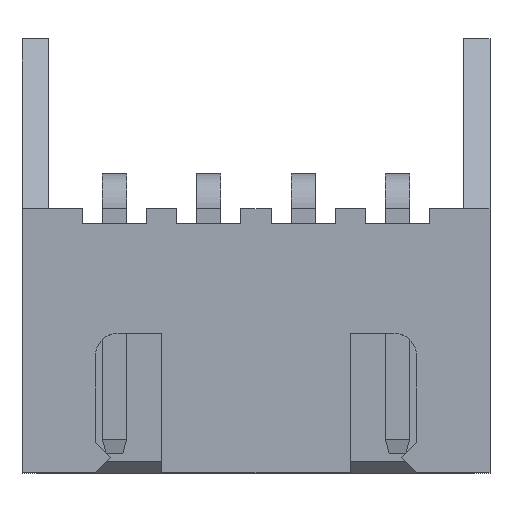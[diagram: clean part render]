
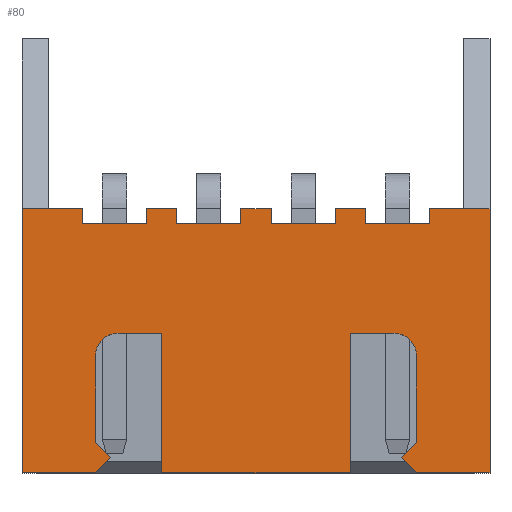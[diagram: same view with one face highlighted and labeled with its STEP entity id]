
A CAD part, top view. The second image highlights one B-rep face of the part: STEP entity #80.
In plain terms, the highlighted planar face has unit normal (0, 0, 1).
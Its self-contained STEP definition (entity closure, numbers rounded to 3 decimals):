
#80=ADVANCED_FACE('',(#1379),#1381,.T.);
#1379=FACE_BOUND('',#1380,.T.);
#1380=EDGE_LOOP('',(#2419,#2420,#2421,#2422,#2423,#2424,#2425,#2426,#2427,#2428,
#2429,#2430,#2431,#2432,#2433,#2434,#2435,#2436,#2437,#2438,#2439,#2440,#2441,#2442,
#2443,#2444,#2445,#2446,#2447,#2448,#2449,#2450,#2451,#2452));
#1381=PLANE('',#1382);
#1382=AXIS2_PLACEMENT_3D('',#1383,#1384,#1385);
#1383=CARTESIAN_POINT('',(-1.25,-7.6,5.75));
#1384=DIRECTION('',(0.,0.,1.));
#1385=DIRECTION('',(1.,0.,0.));
#2419=ORIENTED_EDGE('',*,*,#3159,.T.);
#2420=ORIENTED_EDGE('',*,*,#3160,.T.);
#2421=ORIENTED_EDGE('',*,*,#3161,.T.);
#2422=ORIENTED_EDGE('',*,*,#3155,.T.);
#2423=ORIENTED_EDGE('',*,*,#3162,.T.);
#2424=ORIENTED_EDGE('',*,*,#3163,.F.);
#2425=ORIENTED_EDGE('',*,*,#3164,.T.);
#2426=ORIENTED_EDGE('',*,*,#3165,.T.);
#2427=ORIENTED_EDGE('',*,*,#3166,.T.);
#2428=ORIENTED_EDGE('',*,*,#3167,.F.);
#2429=ORIENTED_EDGE('',*,*,#3168,.T.);
#2430=ORIENTED_EDGE('',*,*,#3169,.T.);
#2431=ORIENTED_EDGE('',*,*,#3170,.T.);
#2432=ORIENTED_EDGE('',*,*,#3171,.F.);
#2433=ORIENTED_EDGE('',*,*,#3172,.T.);
#2434=ORIENTED_EDGE('',*,*,#3173,.T.);
#2435=ORIENTED_EDGE('',*,*,#3174,.T.);
#2436=ORIENTED_EDGE('',*,*,#3175,.F.);
#2437=ORIENTED_EDGE('',*,*,#3176,.T.);
#2438=ORIENTED_EDGE('',*,*,#3177,.T.);
#2439=ORIENTED_EDGE('',*,*,#3178,.T.);
#2440=ORIENTED_EDGE('',*,*,#3179,.T.);
#2441=ORIENTED_EDGE('',*,*,#3180,.F.);
#2442=ORIENTED_EDGE('',*,*,#3181,.T.);
#2443=ORIENTED_EDGE('',*,*,#3182,.T.);
#2444=ORIENTED_EDGE('',*,*,#3183,.T.);
#2445=ORIENTED_EDGE('',*,*,#3184,.T.);
#2446=ORIENTED_EDGE('',*,*,#3185,.T.);
#2447=ORIENTED_EDGE('',*,*,#3186,.T.);
#2448=ORIENTED_EDGE('',*,*,#3187,.T.);
#2449=ORIENTED_EDGE('',*,*,#3157,.T.);
#2450=ORIENTED_EDGE('',*,*,#3188,.T.);
#2451=ORIENTED_EDGE('',*,*,#3189,.T.);
#2452=ORIENTED_EDGE('',*,*,#3190,.T.);
#3155=EDGE_CURVE('',#3546,#3548,#3550,.T.);
#3157=EDGE_CURVE('',#3553,#3551,#3554,.T.);
#3159=EDGE_CURVE('',#3556,#3557,#3558,.T.);
#3160=EDGE_CURVE('',#3557,#3559,#3560,.T.);
#3161=EDGE_CURVE('',#3559,#3546,#3561,.T.);
#3162=EDGE_CURVE('',#3548,#3562,#3563,.T.);
#3163=EDGE_CURVE('',#3564,#3562,#3565,.T.);
#3164=EDGE_CURVE('',#3564,#3566,#3567,.F.);
#3165=EDGE_CURVE('',#3566,#3568,#3569,.T.);
#3166=EDGE_CURVE('',#3568,#3570,#3571,.F.);
#3167=EDGE_CURVE('',#3572,#3570,#3573,.T.);
#3168=EDGE_CURVE('',#3572,#3574,#3575,.F.);
#3169=EDGE_CURVE('',#3574,#3576,#3577,.T.);
#3170=EDGE_CURVE('',#3576,#3578,#3579,.F.);
#3171=EDGE_CURVE('',#3580,#3578,#3581,.T.);
#3172=EDGE_CURVE('',#3580,#3582,#3583,.F.);
#3173=EDGE_CURVE('',#3582,#3584,#3585,.T.);
#3174=EDGE_CURVE('',#3584,#3586,#3587,.F.);
#3175=EDGE_CURVE('',#3588,#3586,#3589,.T.);
#3176=EDGE_CURVE('',#3588,#3590,#3591,.F.);
#3177=EDGE_CURVE('',#3590,#3592,#3593,.T.);
#3178=EDGE_CURVE('',#3592,#3594,#3595,.F.);
#3179=EDGE_CURVE('',#3594,#3596,#3597,.T.);
#3180=EDGE_CURVE('',#3598,#3596,#3599,.T.);
#3181=EDGE_CURVE('',#3598,#3600,#3601,.T.);
#3182=EDGE_CURVE('',#3600,#3602,#3603,.F.);
#3183=EDGE_CURVE('',#3602,#3604,#3605,.F.);
#3184=EDGE_CURVE('',#3604,#3606,#3607,.F.);
#3185=EDGE_CURVE('',#3606,#3608,#3609,.F.);
#3186=EDGE_CURVE('',#3608,#3610,#3611,.F.);
#3187=EDGE_CURVE('',#3610,#3553,#3612,.F.);
#3188=EDGE_CURVE('',#3551,#3613,#3614,.T.);
#3189=EDGE_CURVE('',#3613,#3615,#3616,.T.);
#3190=EDGE_CURVE('',#3615,#3556,#3617,.T.);
#3546=VERTEX_POINT('',#4199);
#3548=VERTEX_POINT('',#4203);
#3550=LINE('',#4207,#4208);
#3551=VERTEX_POINT('',#4210);
#3553=VERTEX_POINT('',#4214);
#3554=LINE('',#4215,#4216);
#3556=VERTEX_POINT('',#4221);
#3557=VERTEX_POINT('',#4222);
#3558=LINE('',#4223,#4224);
#3559=VERTEX_POINT('',#4226);
#3560=LINE('',#4227,#4228);
#3561=LINE('',#4230,#4231);
#3562=VERTEX_POINT('',#4233);
#3563=LINE('',#4234,#4235);
#3564=VERTEX_POINT('',#4237);
#3565=LINE('',#4238,#4239);
#3566=VERTEX_POINT('',#4241);
#3567=LINE('',#4242,#4243);
#3568=VERTEX_POINT('',#4245);
#3569=LINE('',#4246,#4247);
#3570=VERTEX_POINT('',#4249);
#3571=LINE('',#4250,#4251);
#3572=VERTEX_POINT('',#4253);
#3573=LINE('',#4254,#4255);
#3574=VERTEX_POINT('',#4257);
#3575=LINE('',#4258,#4259);
#3576=VERTEX_POINT('',#4261);
#3577=LINE('',#4262,#4263);
#3578=VERTEX_POINT('',#4265);
#3579=LINE('',#4266,#4267);
#3580=VERTEX_POINT('',#4269);
#3581=LINE('',#4270,#4271);
#3582=VERTEX_POINT('',#4273);
#3583=LINE('',#4274,#4275);
#3584=VERTEX_POINT('',#4277);
#3585=LINE('',#4278,#4279);
#3586=VERTEX_POINT('',#4281);
#3587=LINE('',#4282,#4283);
#3588=VERTEX_POINT('',#4285);
#3589=LINE('',#4286,#4287);
#3590=VERTEX_POINT('',#4289);
#3591=LINE('',#4290,#4291);
#3592=VERTEX_POINT('',#4293);
#3593=LINE('',#4294,#4295);
#3594=VERTEX_POINT('',#4297);
#3595=LINE('',#4298,#4299);
#3596=VERTEX_POINT('',#4301);
#3597=LINE('',#4302,#4303);
#3598=VERTEX_POINT('',#4305);
#3599=LINE('',#4306,#4307);
#3600=VERTEX_POINT('',#4309);
#3601=LINE('',#4310,#4311);
#3602=VERTEX_POINT('',#4313);
#3603=LINE('',#4314,#4315);
#3604=VERTEX_POINT('',#4317);
#3605=LINE('',#4318,#4319);
#3606=VERTEX_POINT('',#4321);
#3607=LINE('',#4322,#4323);
#3608=VERTEX_POINT('',#4325);
#3609=CIRCLE('',#4326,0.6);
#3610=VERTEX_POINT('',#4330);
#3611=LINE('',#4331,#4332);
#3612=LINE('',#4334,#4335);
#3613=VERTEX_POINT('',#4337);
#3614=LINE('',#4338,#4339);
#3615=VERTEX_POINT('',#4341);
#3616=LINE('',#4342,#4343);
#3617=CIRCLE('',#4345,0.6);
#4199=CARTESIAN_POINT('',(8.,-7.6,5.75));
#4203=CARTESIAN_POINT('',(9.95,-7.6,5.75));
#4207=CARTESIAN_POINT('',(8.,-7.6,5.75));
#4208=VECTOR('',#4209,1.);
#4209=DIRECTION('',(1.,0.,0.));
#4210=CARTESIAN_POINT('',(6.25,-7.6,5.75));
#4214=CARTESIAN_POINT('',(1.25,-7.6,5.75));
#4215=CARTESIAN_POINT('',(1.25,-7.6,5.75));
#4216=VECTOR('',#4217,1.);
#4217=DIRECTION('',(1.,0.,0.));
#4221=CARTESIAN_POINT('',(8.,-4.5,5.75));
#4222=CARTESIAN_POINT('',(8.,-6.8,5.75));
#4223=CARTESIAN_POINT('',(8.,-4.5,5.75));
#4224=VECTOR('',#4225,1.);
#4225=DIRECTION('',(0.,-1.,0.));
#4226=CARTESIAN_POINT('',(7.6,-7.2,5.75));
#4227=CARTESIAN_POINT('',(8.,-6.8,5.75));
#4228=VECTOR('',#4229,1.);
#4229=DIRECTION('',(-0.707,-0.707,0.));
#4230=CARTESIAN_POINT('',(7.6,-7.2,5.75));
#4231=VECTOR('',#4232,1.);
#4232=DIRECTION('',(0.707,-0.707,0.));
#4233=CARTESIAN_POINT('',(9.95,-0.6,5.75));
#4234=CARTESIAN_POINT('',(9.95,-7.6,5.75));
#4235=VECTOR('',#4236,1.);
#4236=DIRECTION('',(0.,1.,0.));
#4237=CARTESIAN_POINT('',(8.35,-0.6,5.75));
#4238=CARTESIAN_POINT('',(8.35,-0.6,5.75));
#4239=VECTOR('',#4240,1.);
#4240=DIRECTION('',(1.,0.,0.));
#4241=CARTESIAN_POINT('',(8.35,-1.,5.75));
#4242=CARTESIAN_POINT('',(8.35,-1.,5.75));
#4243=VECTOR('',#4244,1.);
#4244=DIRECTION('',(0.,1.,0.));
#4245=CARTESIAN_POINT('',(6.65,-1.,5.75));
#4246=CARTESIAN_POINT('',(8.35,-1.,5.75));
#4247=VECTOR('',#4248,1.);
#4248=DIRECTION('',(-1.,0.,0.));
#4249=CARTESIAN_POINT('',(6.65,-0.6,5.75));
#4250=CARTESIAN_POINT('',(6.65,-0.6,5.75));
#4251=VECTOR('',#4252,1.);
#4252=DIRECTION('',(0.,-1.,0.));
#4253=CARTESIAN_POINT('',(5.85,-0.6,5.75));
#4254=CARTESIAN_POINT('',(5.85,-0.6,5.75));
#4255=VECTOR('',#4256,1.);
#4256=DIRECTION('',(1.,0.,0.));
#4257=CARTESIAN_POINT('',(5.85,-1.,5.75));
#4258=CARTESIAN_POINT('',(5.85,-1.,5.75));
#4259=VECTOR('',#4260,1.);
#4260=DIRECTION('',(0.,1.,0.));
#4261=CARTESIAN_POINT('',(4.15,-1.,5.75));
#4262=CARTESIAN_POINT('',(5.85,-1.,5.75));
#4263=VECTOR('',#4264,1.);
#4264=DIRECTION('',(-1.,0.,0.));
#4265=CARTESIAN_POINT('',(4.15,-0.6,5.75));
#4266=CARTESIAN_POINT('',(4.15,-0.6,5.75));
#4267=VECTOR('',#4268,1.);
#4268=DIRECTION('',(0.,-1.,0.));
#4269=CARTESIAN_POINT('',(3.35,-0.6,5.75));
#4270=CARTESIAN_POINT('',(3.35,-0.6,5.75));
#4271=VECTOR('',#4272,1.);
#4272=DIRECTION('',(1.,0.,0.));
#4273=CARTESIAN_POINT('',(3.35,-1.,5.75));
#4274=CARTESIAN_POINT('',(3.35,-1.,5.75));
#4275=VECTOR('',#4276,1.);
#4276=DIRECTION('',(0.,1.,0.));
#4277=CARTESIAN_POINT('',(1.65,-1.,5.75));
#4278=CARTESIAN_POINT('',(3.35,-1.,5.75));
#4279=VECTOR('',#4280,1.);
#4280=DIRECTION('',(-1.,0.,0.));
#4281=CARTESIAN_POINT('',(1.65,-0.6,5.75));
#4282=CARTESIAN_POINT('',(1.65,-0.6,5.75));
#4283=VECTOR('',#4284,1.);
#4284=DIRECTION('',(0.,-1.,0.));
#4285=CARTESIAN_POINT('',(0.85,-0.6,5.75));
#4286=CARTESIAN_POINT('',(0.85,-0.6,5.75));
#4287=VECTOR('',#4288,1.);
#4288=DIRECTION('',(1.,0.,0.));
#4289=CARTESIAN_POINT('',(0.85,-1.,5.75));
#4290=CARTESIAN_POINT('',(0.85,-1.,5.75));
#4291=VECTOR('',#4292,1.);
#4292=DIRECTION('',(0.,1.,0.));
#4293=CARTESIAN_POINT('',(-0.85,-1.,5.75));
#4294=CARTESIAN_POINT('',(0.85,-1.,5.75));
#4295=VECTOR('',#4296,1.);
#4296=DIRECTION('',(-1.,0.,0.));
#4297=CARTESIAN_POINT('',(-0.85,-0.6,5.75));
#4298=CARTESIAN_POINT('',(-0.85,-0.6,5.75));
#4299=VECTOR('',#4300,1.);
#4300=DIRECTION('',(0.,-1.,0.));
#4301=CARTESIAN_POINT('',(-2.45,-0.6,5.75));
#4302=CARTESIAN_POINT('',(-0.85,-0.6,5.75));
#4303=VECTOR('',#4304,1.);
#4304=DIRECTION('',(-1.,0.,0.));
#4305=CARTESIAN_POINT('',(-2.45,-7.6,5.75));
#4306=CARTESIAN_POINT('',(-2.45,-7.6,5.75));
#4307=VECTOR('',#4308,1.);
#4308=DIRECTION('',(0.,1.,0.));
#4309=CARTESIAN_POINT('',(-0.5,-7.6,5.75));
#4310=CARTESIAN_POINT('',(-2.45,-7.6,5.75));
#4311=VECTOR('',#4312,1.);
#4312=DIRECTION('',(1.,0.,0.));
#4313=CARTESIAN_POINT('',(-0.1,-7.2,5.75));
#4314=CARTESIAN_POINT('',(-0.1,-7.2,5.75));
#4315=VECTOR('',#4316,1.);
#4316=DIRECTION('',(-0.707,-0.707,0.));
#4317=CARTESIAN_POINT('',(-0.5,-6.8,5.75));
#4318=CARTESIAN_POINT('',(-0.5,-6.8,5.75));
#4319=VECTOR('',#4320,1.);
#4320=DIRECTION('',(0.707,-0.707,0.));
#4321=CARTESIAN_POINT('',(-0.5,-4.5,5.75));
#4322=CARTESIAN_POINT('',(-0.5,-4.5,5.75));
#4323=VECTOR('',#4324,1.);
#4324=DIRECTION('',(0.,-1.,0.));
#4325=CARTESIAN_POINT('',(0.1,-3.9,5.75));
#4326=AXIS2_PLACEMENT_3D('',#4327,#4328,#4329);
#4327=CARTESIAN_POINT('',(0.1,-4.5,5.75));
#4328=DIRECTION('',(0.,-0.,1.));
#4329=DIRECTION('',(0.,1.,0.));
#4330=CARTESIAN_POINT('',(1.25,-3.9,5.75));
#4331=CARTESIAN_POINT('',(1.25,-3.9,5.75));
#4332=VECTOR('',#4333,1.);
#4333=DIRECTION('',(-1.,0.,0.));
#4334=CARTESIAN_POINT('',(1.25,-7.6,5.75));
#4335=VECTOR('',#4336,1.);
#4336=DIRECTION('',(0.,1.,0.));
#4337=CARTESIAN_POINT('',(6.25,-3.9,5.75));
#4338=CARTESIAN_POINT('',(6.25,-7.6,5.75));
#4339=VECTOR('',#4340,1.);
#4340=DIRECTION('',(0.,1.,0.));
#4341=CARTESIAN_POINT('',(7.4,-3.9,5.75));
#4342=CARTESIAN_POINT('',(6.25,-3.9,5.75));
#4343=VECTOR('',#4344,1.);
#4344=DIRECTION('',(1.,0.,0.));
#4345=AXIS2_PLACEMENT_3D('',#4346,#4347,#4348);
#4346=CARTESIAN_POINT('',(7.4,-4.5,5.75));
#4347=DIRECTION('',(0.,0.,-1.));
#4348=DIRECTION('',(0.,1.,0.));
